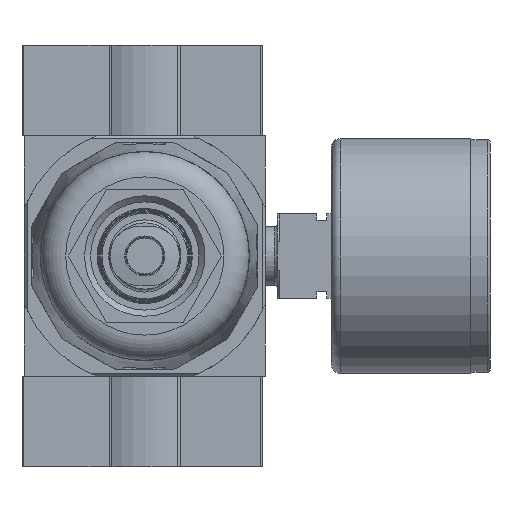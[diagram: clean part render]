
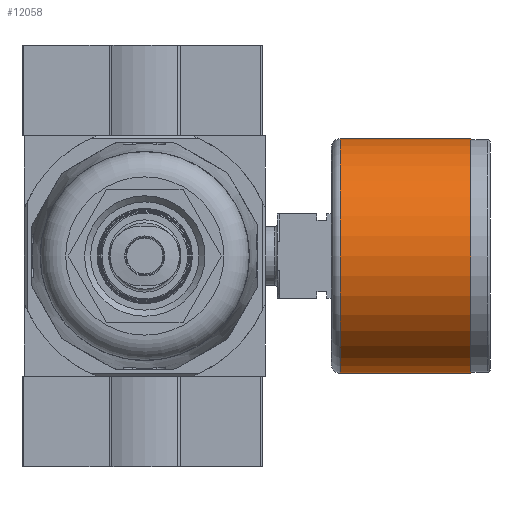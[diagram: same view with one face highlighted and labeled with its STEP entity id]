
A CAD part, front view. The second image highlights one B-rep face of the part: STEP entity #12058.
In plain terms, the highlighted cylindrical face has radius 19.5 mm (diameter 39 mm), a full revolution.
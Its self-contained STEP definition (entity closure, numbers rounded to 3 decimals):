
#228=CYLINDRICAL_SURFACE('',#12932,19.5);
#3419=ORIENTED_EDGE('',*,*,#5132,.F.);
#3420=ORIENTED_EDGE('',*,*,#5133,.T.);
#5132=EDGE_CURVE('',#6130,#6130,#6727,.T.);
#5133=EDGE_CURVE('',#6131,#6131,#6728,.T.);
#6130=VERTEX_POINT('',#18307);
#6131=VERTEX_POINT('',#18310);
#6727=CIRCLE('',#12931,19.5);
#6728=CIRCLE('',#12933,19.5);
#7327=EDGE_LOOP('',(#3419));
#7328=EDGE_LOOP('',(#3420));
#8073=FACE_BOUND('',#7327,.T.);
#8074=FACE_BOUND('',#7328,.T.);
#12058=ADVANCED_FACE('',(#8073,#8074),#228,.T.);
#12931=AXIS2_PLACEMENT_3D('',#18306,#14962,#14963);
#12932=AXIS2_PLACEMENT_3D('',#18308,#14964,#14965);
#12933=AXIS2_PLACEMENT_3D('',#18309,#14966,#14967);
#14962=DIRECTION('',(1.,0.,0.));
#14963=DIRECTION('',(0.,0.,-1.));
#14964=DIRECTION('',(1.,0.,0.));
#14965=DIRECTION('',(0.,0.,-1.));
#14966=DIRECTION('',(1.,0.,0.));
#14967=DIRECTION('',(0.,0.,-1.));
#18306=CARTESIAN_POINT('',(-3.2,0.,0.));
#18307=CARTESIAN_POINT('',(-3.2,0.,-19.5));
#18308=CARTESIAN_POINT('',(0.,0.,0.));
#18309=CARTESIAN_POINT('',(-24.85,0.,0.));
#18310=CARTESIAN_POINT('',(-24.85,0.,-19.5));
